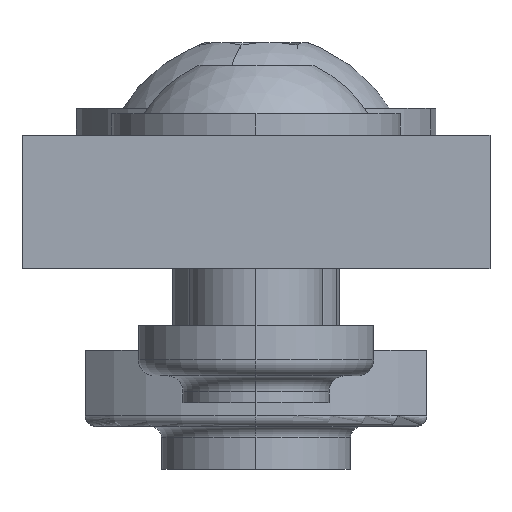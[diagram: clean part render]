
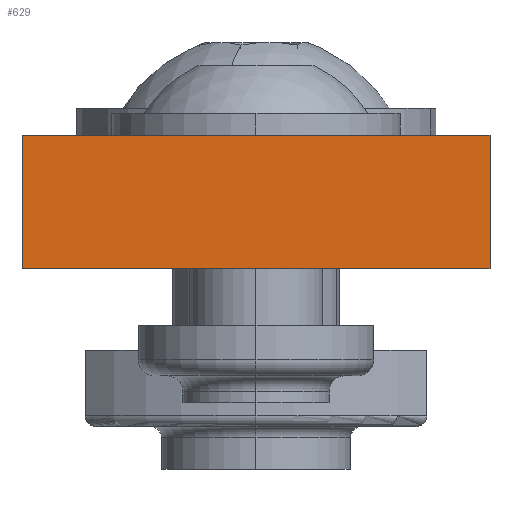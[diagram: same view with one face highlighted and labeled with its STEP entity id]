
A CAD part, front view. The second image highlights one B-rep face of the part: STEP entity #629.
In plain terms, the highlighted planar face has unit normal (0, -1, 0).
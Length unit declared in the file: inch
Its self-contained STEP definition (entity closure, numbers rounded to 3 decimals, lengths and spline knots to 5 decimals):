
#76 = EDGE_CURVE ( 'NONE', #794, #318, #1591, .T. ) ;
#198 = ORIENTED_EDGE ( 'NONE', *, *, #344, .T. ) ;
#259 = ORIENTED_EDGE ( 'NONE', *, *, #3036, .T. ) ;
#307 = VERTEX_POINT ( 'NONE', #1584 ) ;
#318 = VERTEX_POINT ( 'NONE', #1651 ) ;
#343 = EDGE_CURVE ( 'NONE', #2585, #794, #1848, .T. ) ;
#344 = EDGE_CURVE ( 'NONE', #307, #318, #1852, .T. ) ;
#372 = ORIENTED_EDGE ( 'NONE', *, *, #76, .F. ) ;
#505 = EDGE_LOOP ( 'NONE', ( #198, #372, #625, #259 ) ) ;
#625 = ORIENTED_EDGE ( 'NONE', *, *, #343, .F. ) ;
#629 = ADVANCED_FACE ( 'NONE', ( #2167 ), #2168, .F. ) ;
#794 = VERTEX_POINT ( 'NONE', #1942 ) ;
#1584 = CARTESIAN_POINT ( 'NONE',  ( 0., 0., 0. ) ) ;
#1591 = LINE ( 'NONE', #1593, #1594 ) ;
#1593 = CARTESIAN_POINT ( 'NONE',  ( 0.875, 0., 0.25 ) ) ;
#1594 = VECTOR ( 'NONE', #1595, 39.37008 ) ;
#1595 = DIRECTION ( 'NONE',  ( 0., 0., -1. ) ) ;
#1651 = CARTESIAN_POINT ( 'NONE',  ( 0.875, 0., 0. ) ) ;
#1791 = CARTESIAN_POINT ( 'NONE',  ( 0., 0., 0.25 ) ) ;
#1848 = LINE ( 'NONE', #1849, #1850 ) ;
#1849 = CARTESIAN_POINT ( 'NONE',  ( 0., 0., 0.25 ) ) ;
#1850 = VECTOR ( 'NONE', #1851, 39.37008 ) ;
#1851 = DIRECTION ( 'NONE',  ( 1., 0., 0. ) ) ;
#1852 = LINE ( 'NONE', #1853, #1854 ) ;
#1853 = CARTESIAN_POINT ( 'NONE',  ( 0., 0., 0. ) ) ;
#1854 = VECTOR ( 'NONE', #1855, 39.37008 ) ;
#1855 = DIRECTION ( 'NONE',  ( 1., 0., 0. ) ) ;
#1942 = CARTESIAN_POINT ( 'NONE',  ( 0.875, 0., 0.25 ) ) ;
#2076 = LINE ( 'NONE', #2077, #2078 ) ;
#2077 = CARTESIAN_POINT ( 'NONE',  ( 0., 0., 0.25 ) ) ;
#2078 = VECTOR ( 'NONE', #2079, 39.37008 ) ;
#2079 = DIRECTION ( 'NONE',  ( 0., 0., -1. ) ) ;
#2167 = FACE_OUTER_BOUND ( 'NONE', #505, .T. ) ;
#2168 = PLANE ( 'NONE',  #2169 ) ;
#2169 = AXIS2_PLACEMENT_3D ( 'NONE', #2170, #2171, #2172 ) ;
#2170 = CARTESIAN_POINT ( 'NONE',  ( 0., 0., 0.25 ) ) ;
#2171 = DIRECTION ( 'NONE',  ( 0., 1., 0. ) ) ;
#2172 = DIRECTION ( 'NONE',  ( 0., 0., 1. ) ) ;
#2585 = VERTEX_POINT ( 'NONE', #1791 ) ;
#3036 = EDGE_CURVE ( 'NONE', #2585, #307, #2076, .T. ) ;
